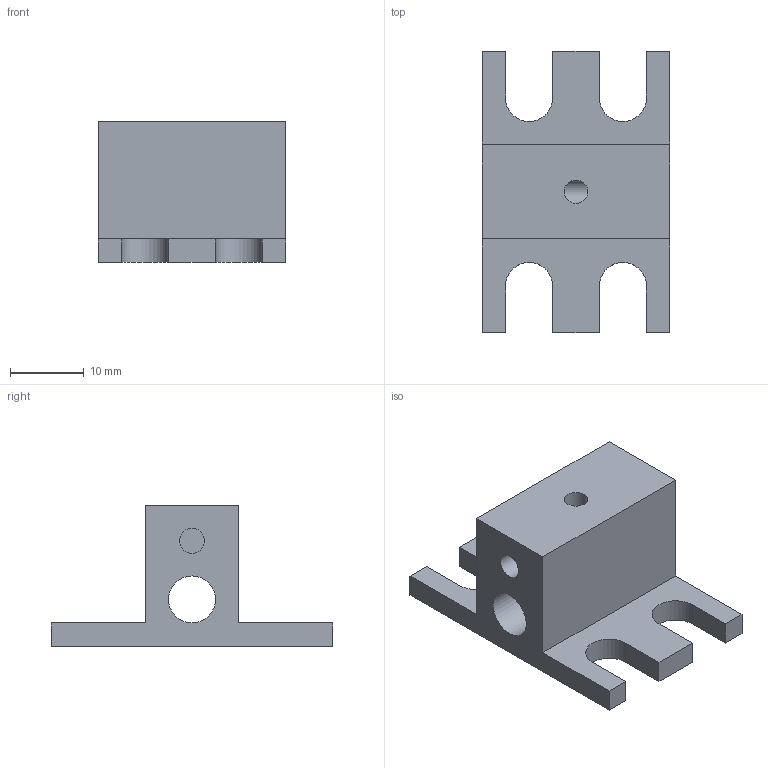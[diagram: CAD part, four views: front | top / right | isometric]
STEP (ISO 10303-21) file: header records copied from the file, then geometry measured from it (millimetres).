
FILE_DESCRIPTION(('FreeCAD Model'),'2;1');
FILE_NAME('VdW Chuck.step', '2020-05-23T01:56:41',('Author'),(''), 'Open CASCADE STEP processor 7.3','FreeCAD','Unknown');
FILE_SCHEMA(('AUTOMOTIVE_DESIGN { 1 0 10303 214 1 1 1 1 }'));
Length unit declared in the file: millimetre
Products named in the file (1): Body
Bounding box: 25.4 x 38.1 x 19.05 mm (x, y, z)
Volume: 6215 mm3; surface area: 4107.2 mm2
Topology: 1 solids, 1 shells, 34 faces, 89 edges, 59 vertices
Faces by surface type: plane 25, cylinder 9
Full cylindrical faces by diameter (mm): 3.175 x1, 3.183 x1, 3.372 x1, 6.35 x2
Entity records: 3176 total; most frequent: CARTESIAN_POINT 1345, DIRECTION 340, LINE 225, VECTOR 225, ORIENTED_EDGE 178, PCURVE 178, DEFINITIONAL_REPRESENTATION 178, EDGE_CURVE 89
